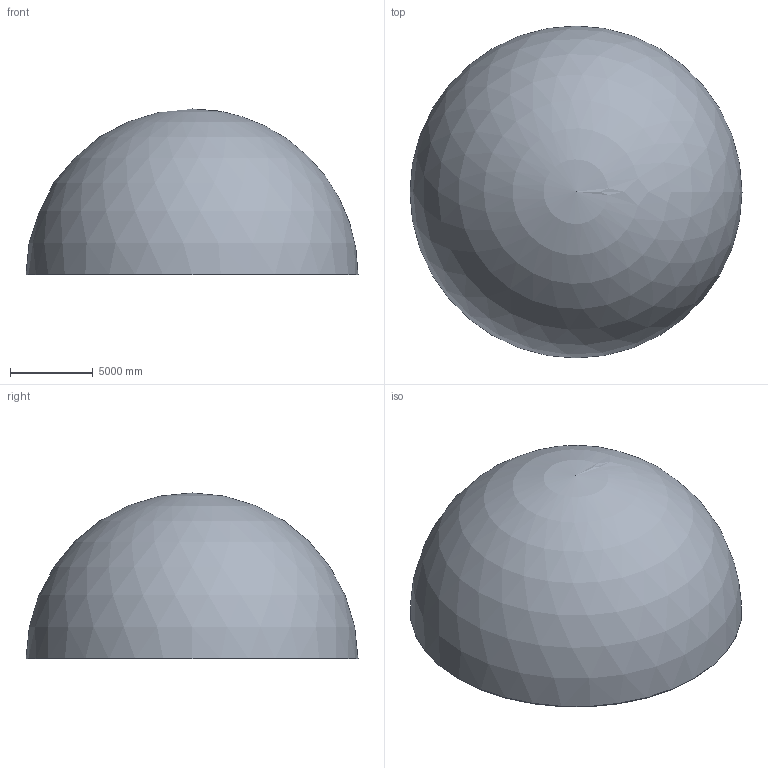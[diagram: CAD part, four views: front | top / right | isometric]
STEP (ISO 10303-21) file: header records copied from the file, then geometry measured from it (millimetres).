
FILE_DESCRIPTION(('STEP FEA test data geometry','AP203 class 6 - advanced brep'),'2;6');
FILE_NAME('le3geom.p21','1999-08-02 T10:00:00',('R. Goult'),('Caesar Systems','LMR Systems'),'Hand coded','Original NAFEMS data','R. Goult');
FILE_SCHEMA(('CONFIG_CONTROL_DESIGN'));
Length unit declared in the file: metre
Products named in the file (1): LE3solid
Bounding box: 20040 x 20040 x 10020 mm (x, y, z)
Volume: 25132774739 mm3; surface area: 1259155362.1 mm2
Topology: 1 solids, 1 shells, 3 faces, 6 edges, 4 vertices
Faces by surface type: sphere 2, plane 1
Entity records: 93 total; most frequent: CC_DESIGN_PERSON_AND_ORGANIZATION_ASSIGNMENT 5, PERSON_AND_ORGANIZATION_ROLE 5, ORIENTED_EDGE 4, EDGE_LOOP 4, CC_DESIGN_APPROVAL 3, APPROVAL 3, APPROVAL_STATUS 3, APPROVAL_DATE_TIME 3
